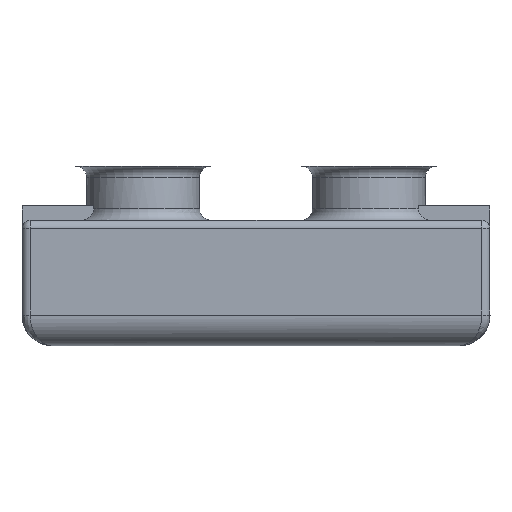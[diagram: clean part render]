
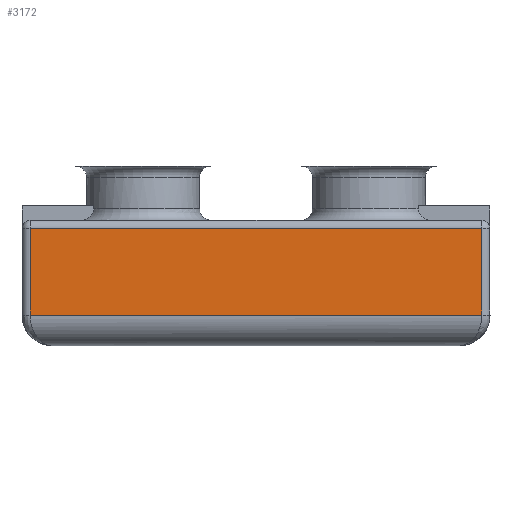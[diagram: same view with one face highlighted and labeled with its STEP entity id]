
A CAD part, front view. The second image highlights one B-rep face of the part: STEP entity #3172.
In plain terms, the highlighted planar face has unit normal (0, -1, 0).
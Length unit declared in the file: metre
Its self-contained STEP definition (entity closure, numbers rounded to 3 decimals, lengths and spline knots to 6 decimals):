
#138=PLANE('',#3506);
#279=LINE('',#4974,#602);
#280=LINE('',#4976,#603);
#284=LINE('',#4986,#607);
#285=LINE('',#4989,#608);
#286=LINE('',#4991,#609);
#287=LINE('',#4992,#610);
#602=VECTOR('',#3920,1.);
#603=VECTOR('',#3921,1.);
#607=VECTOR('',#3931,1.);
#608=VECTOR('',#3932,1.);
#609=VECTOR('',#3933,1.);
#610=VECTOR('',#3934,1.);
#1015=ORIENTED_EDGE('',*,*,#1900,.F.);
#1016=ORIENTED_EDGE('',*,*,#1901,.T.);
#1017=ORIENTED_EDGE('',*,*,#1902,.T.);
#1018=ORIENTED_EDGE('',*,*,#1895,.F.);
#1019=ORIENTED_EDGE('',*,*,#1894,.T.);
#1020=ORIENTED_EDGE('',*,*,#1903,.T.);
#1894=EDGE_CURVE('',#2335,#2322,#279,.T.);
#1895=EDGE_CURVE('',#2335,#2336,#280,.T.);
#1900=EDGE_CURVE('',#2339,#2340,#284,.T.);
#1901=EDGE_CURVE('',#2339,#2341,#285,.T.);
#1902=EDGE_CURVE('',#2341,#2336,#286,.T.);
#1903=EDGE_CURVE('',#2322,#2340,#287,.T.);
#2322=VERTEX_POINT('',#4934);
#2335=VERTEX_POINT('',#4975);
#2336=VERTEX_POINT('',#4977);
#2339=VERTEX_POINT('',#4987);
#2340=VERTEX_POINT('',#4988);
#2341=VERTEX_POINT('',#4990);
#2710=EDGE_LOOP('',(#1015,#1016,#1017,#1018,#1019,#1020));
#2925=FACE_BOUND('',#2710,.T.);
#3172=ADVANCED_FACE('',(#2925),#138,.F.);
#3506=AXIS2_PLACEMENT_3D('',#4985,#3929,#3930);
#3920=DIRECTION('',(0.,0.,1.));
#3921=DIRECTION('',(0.,0.,-1.));
#3929=DIRECTION('',(0.,1.,0.));
#3930=DIRECTION('',(0.,0.,1.));
#3931=DIRECTION('',(0.,0.,1.));
#3932=DIRECTION('',(0.,0.,-1.));
#3933=DIRECTION('',(1.,0.,0.));
#3934=DIRECTION('',(-1.,0.,0.));
#4934=CARTESIAN_POINT('',(-0.022053,-0.060592,0.004843));
#4974=CARTESIAN_POINT('',(-0.022053,-0.060592,-0.000277));
#4975=CARTESIAN_POINT('',(-0.022053,-0.060592,0.001223));
#4976=CARTESIAN_POINT('',(-0.022053,-0.060592,0.001223));
#4977=CARTESIAN_POINT('',(-0.022053,-0.060592,0.000623));
#4985=CARTESIAN_POINT('',(-0.033053,-0.060592,0.001223));
#4986=CARTESIAN_POINT('',(-0.044053,-0.060592,-0.000277));
#4987=CARTESIAN_POINT('',(-0.044053,-0.060592,0.001223));
#4988=CARTESIAN_POINT('',(-0.044053,-0.060592,0.004843));
#4989=CARTESIAN_POINT('',(-0.044053,-0.060592,0.001223));
#4990=CARTESIAN_POINT('',(-0.044053,-0.060592,0.000623));
#4991=CARTESIAN_POINT('',(-0.033053,-0.060592,0.000623));
#4992=CARTESIAN_POINT('',(-0.044453,-0.060592,0.004843));
